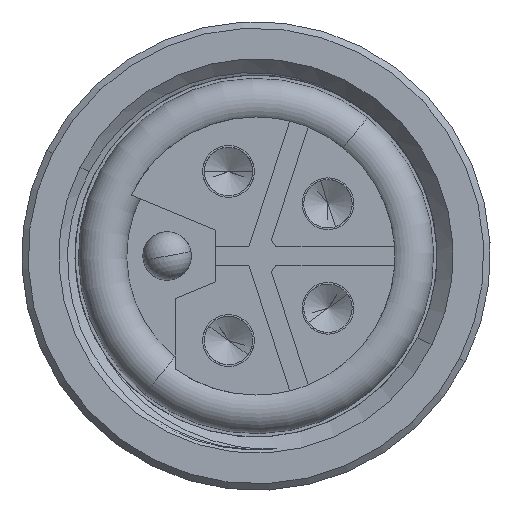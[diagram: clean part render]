
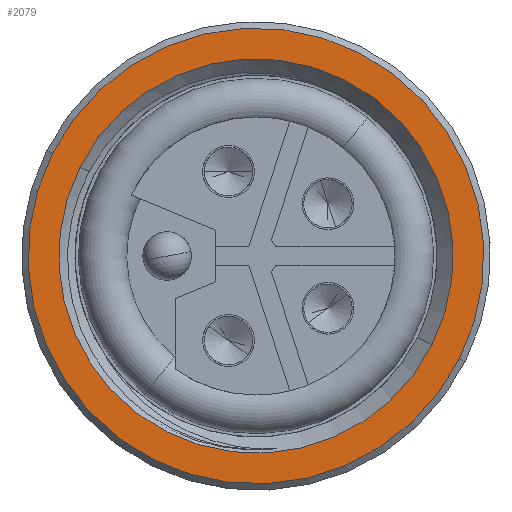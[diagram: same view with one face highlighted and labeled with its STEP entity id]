
A CAD part, left-side view. The second image highlights one B-rep face of the part: STEP entity #2079.
In plain terms, the highlighted face is planar.
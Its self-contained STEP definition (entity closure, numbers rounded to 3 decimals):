
#193 = CARTESIAN_POINT ( 'NONE',  ( 11., 0., 0. ) ) ;
#993 = EDGE_CURVE ( 'NONE', #5750, #4881, #5768, .T. ) ;
#1086 = CARTESIAN_POINT ( 'NONE',  ( 11., 7.25, 0. ) ) ;
#1097 = CARTESIAN_POINT ( 'NONE',  ( 11., 0., -6.1 ) ) ;
#1120 = FACE_OUTER_BOUND ( 'NONE', #4962, .T. ) ;
#1230 = DIRECTION ( 'NONE',  ( 0., 0., 1. ) ) ;
#1270 = DIRECTION ( 'NONE',  ( 1., 0., 0. ) ) ;
#1311 = CARTESIAN_POINT ( 'NONE',  ( 11., 0., 0. ) ) ;
#1430 = CARTESIAN_POINT ( 'NONE',  ( 11., 0., 7.05 ) ) ;
#1695 = DIRECTION ( 'NONE',  ( -1., 0., 0. ) ) ;
#1698 = CIRCLE ( 'NONE', #3748, 7.05 ) ;
#1810 = DIRECTION ( 'NONE',  ( 0., 0., 1. ) ) ;
#2079 = ADVANCED_FACE ( 'NONE', ( #1120, #4288 ), #5392, .F. ) ;
#2112 = ORIENTED_EDGE ( 'NONE', *, *, #4284, .T. ) ;
#2370 = ORIENTED_EDGE ( 'NONE', *, *, #993, .T. ) ;
#2399 = DIRECTION ( 'NONE',  ( -1., 0., 0. ) ) ;
#2537 = VERTEX_POINT ( 'NONE', #1430 ) ;
#2870 = DIRECTION ( 'NONE',  ( -1., 0., 0. ) ) ;
#3016 = DIRECTION ( 'NONE',  ( 1., 0., 0. ) ) ;
#3176 = AXIS2_PLACEMENT_3D ( 'NONE', #5142, #2870, #4049 ) ;
#3206 = EDGE_LOOP ( 'NONE', ( #2112, #2370 ) ) ;
#3297 = DIRECTION ( 'NONE',  ( 0., 0., 1. ) ) ;
#3344 = ORIENTED_EDGE ( 'NONE', *, *, #4121, .T. ) ;
#3386 = AXIS2_PLACEMENT_3D ( 'NONE', #193, #2399, #1230 ) ;
#3442 = DIRECTION ( 'NONE',  ( 0., 0., 1. ) ) ;
#3748 = AXIS2_PLACEMENT_3D ( 'NONE', #6133, #1270, #3442 ) ;
#4049 = DIRECTION ( 'NONE',  ( 0., 0., 1. ) ) ;
#4121 = EDGE_CURVE ( 'NONE', #5007, #2537, #6350, .T. ) ;
#4200 = EDGE_CURVE ( 'NONE', #2537, #5007, #1698, .T. ) ;
#4284 = EDGE_CURVE ( 'NONE', #4881, #5750, #6226, .T. ) ;
#4288 = FACE_BOUND ( 'NONE', #3206, .T. ) ;
#4881 = VERTEX_POINT ( 'NONE', #1097 ) ;
#4962 = EDGE_LOOP ( 'NONE', ( #5060, #3344 ) ) ;
#5007 = VERTEX_POINT ( 'NONE', #5542 ) ;
#5060 = ORIENTED_EDGE ( 'NONE', *, *, #4200, .T. ) ;
#5142 = CARTESIAN_POINT ( 'NONE',  ( 11., 0., 0. ) ) ;
#5392 = PLANE ( 'NONE',  #5953 ) ;
#5542 = CARTESIAN_POINT ( 'NONE',  ( 11., 0., -7.05 ) ) ;
#5750 = VERTEX_POINT ( 'NONE', #6453 ) ;
#5768 = CIRCLE ( 'NONE', #3386, 6.1 ) ;
#5953 = AXIS2_PLACEMENT_3D ( 'NONE', #1086, #1695, #3297 ) ;
#6133 = CARTESIAN_POINT ( 'NONE',  ( 11., 0., 0. ) ) ;
#6226 = CIRCLE ( 'NONE', #3176, 6.1 ) ;
#6350 = CIRCLE ( 'NONE', #6688, 7.05 ) ;
#6453 = CARTESIAN_POINT ( 'NONE',  ( 11., 0., 6.1 ) ) ;
#6688 = AXIS2_PLACEMENT_3D ( 'NONE', #1311, #3016, #1810 ) ;
